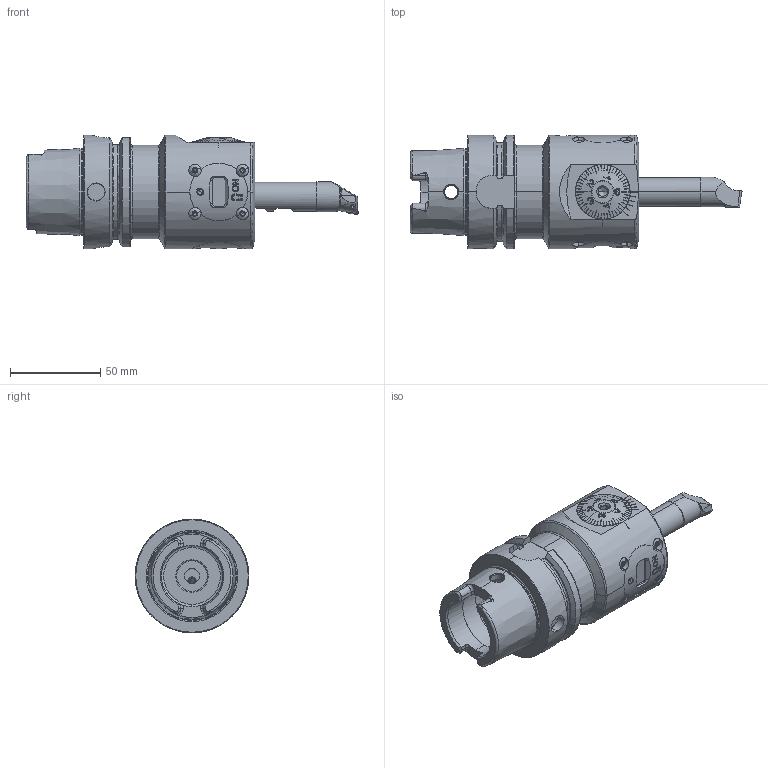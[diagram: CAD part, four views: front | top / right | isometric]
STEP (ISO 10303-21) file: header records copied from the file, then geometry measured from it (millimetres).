
FILE_DESCRIPTION (( 'STEP AP203' ), '1' );
FILE_NAME ('B06.806.055.095.STEP', '2018-02-20T15:47:37', ( 'SWIAdmin' ), ( 'Hewlett-Packard Company' ), 'SwSTEP 2.0', 'SolidWorks 2017', '' );
FILE_SCHEMA (( 'CONFIG_CONTROL_DESIGN' ));
Length unit declared in the file: millimetre
Products named in the file (38): HA6-A63.K00.095_A_Fertigbearbeitung; A63-BG5.201.001_A; Glasmassstab; A63-ER2.001.000_A; A63-ER1.101.010_A; A63-BG3.001.021_B; Display; B20-WCA.K11.105_B; A63-BG5.402.000_A; A63-ER1.001.020_A; A63-BG3.002.007_B; Zebra; CCMT060204; Kabel rot_eingebaut; A63-BG5.002.007_B; A63-BG3.003.010_B; A63-BG5.011.014; WCA-ER2.001.006_A; A63-ER5.001.006_A; A63-BG3.004.006_A; B06.806.055.095; B20-WCA.K11.105; Kabel schwarz_eingebaut; A63-BG5.102.001_A; DIN 3771 - 26x1_gespannt; ISO 8744-3x8; A63-BG5.202.006_A; A63-BG3.000.021; A63-BG5.001.014_C; A63-ER4.001.030_A; A63-BG5.502.000_A_eingefedert; A63-BG4.001.000_A_gek〉zt; A63-BG5.101.001_B; Schutzhülle_eingebaut; CR 2430; A63-BG1.001.048_D
Assembly tree (49 placements, depth 3):
  B06.806.055.095
    HA6-A63.K00.095_A_Fertigbearbeitung
    A63-BG3.000.021
      A63-BG3.001.021_B
      A63-BG3.002.007_B
      A63-BG3.003.010_B
      A63-BG3.004.006_A
      DIN 3771 - 26x1_gespannt
    A63-BG4.001.000_A_gek〉zt
    A63-BG1.001.048_D
    A63-ER1.101.010_A
    A63-ER1.001.020_A  x2
    A63-BG5.002.007_B
    A63-ER5.001.006_A  x4
    A63-BG5.102.001_A
    A63-BG5.202.006_A
    A63-BG5.502.000_A_eingefedert
    A63-ER2.001.000_A
      CR 2430  x2
    Kabel rot_eingebaut
      A63-BG5.402.000_A
      Kabel rot_eingebaut
    Kabel schwarz_eingebaut
      A63-BG5.402.000_A
      Kabel schwarz_eingebaut
    A63-ER4.001.030_A
    Schutzhülle_eingebaut
    Glasmassstab
    B20-WCA.K11.105
      B20-WCA.K11.105_B
      CCMT060204
      WCA-ER2.001.006_A
    ISO 8744-3x8
    A63-BG5.011.014
      A63-BG5.001.014_C
      A63-ER5.001.006_A  x4
      A63-BG5.101.001_B
      A63-BG5.201.001_A
      Display
      A63-ER4.001.030_A
      Zebra  x2
Bounding box: 184.15 x 63 x 63 mm (x, y, z)
Volume: 265306.5 mm3; surface area: 90718.9 mm2
Topology: 43 solids, 43 shells, 1798 faces, 4660 edges, 3001 vertices
Faces by surface type: plane 761, cylinder 394, cone 296, bspline 223, torus 116, sphere 8
Entity records: 71639 total; most frequent: CARTESIAN_POINT 32049, ORIENTED_EDGE 7852, DIRECTION 6578, EDGE_CURVE 3926, VERTEX_POINT 2565, AXIS2_PLACEMENT_3D 2442, LINE 1694, VECTOR 1694
